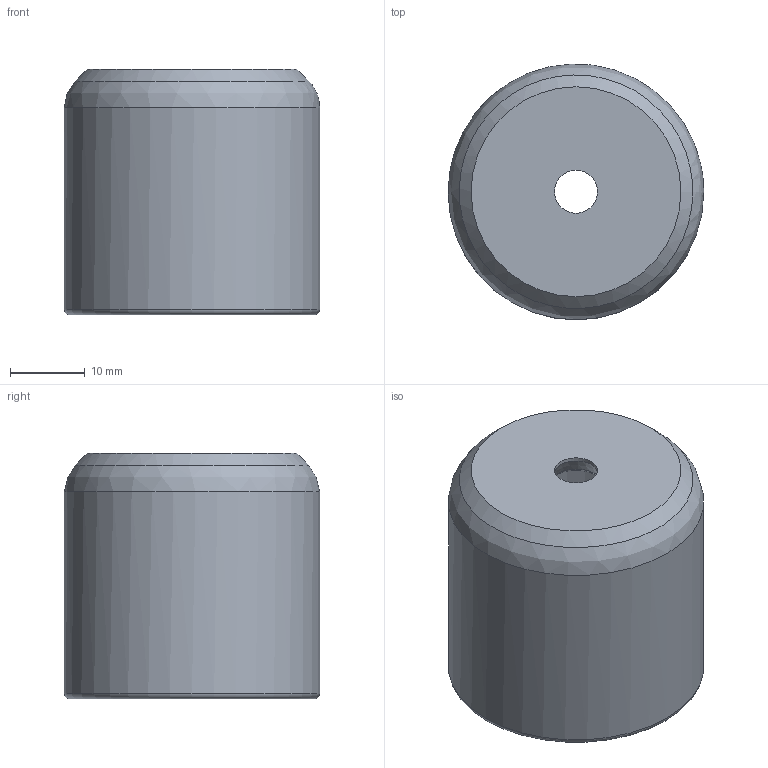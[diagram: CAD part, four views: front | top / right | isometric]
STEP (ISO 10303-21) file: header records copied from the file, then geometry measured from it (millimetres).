
FILE_DESCRIPTION(('FreeCAD Model'),'2;1');
FILE_NAME('Open CASCADE Shape Model','2024-01-23T20:32:08',(''),(''), 'Open CASCADE STEP processor 7.6','FreeCAD','Unknown');
FILE_SCHEMA(('AUTOMOTIVE_DESIGN { 1 0 10303 214 1 1 1 1 }'));
Length unit declared in the file: millimetre
Products named in the file (2): Top - TPU; Body001
Assembly tree (1 placements, depth 2):
  Top - TPU
    Body001
Bounding box: 34.1 x 34.1 x 32.75 mm (x, y, z)
Volume: 7974.5 mm3; surface area: 7890.6 mm2
Topology: 1 solids, 1 shells, 13 faces, 23 edges, 13 vertices
Faces by surface type: cylinder 4, torus 3, plane 3, cone 2, bspline 1
Full cylindrical faces by diameter (mm): 5.75 x1, 28 x1, 31.1 x1, 34.1 x1
Entity records: 773 total; most frequent: CARTESIAN_POINT 235, DIRECTION 104, ORIENTED_EDGE 46, PCURVE 46, DEFINITIONAL_REPRESENTATION 46, LINE 44, VECTOR 44, AXIS2_PLACEMENT_3D 28
